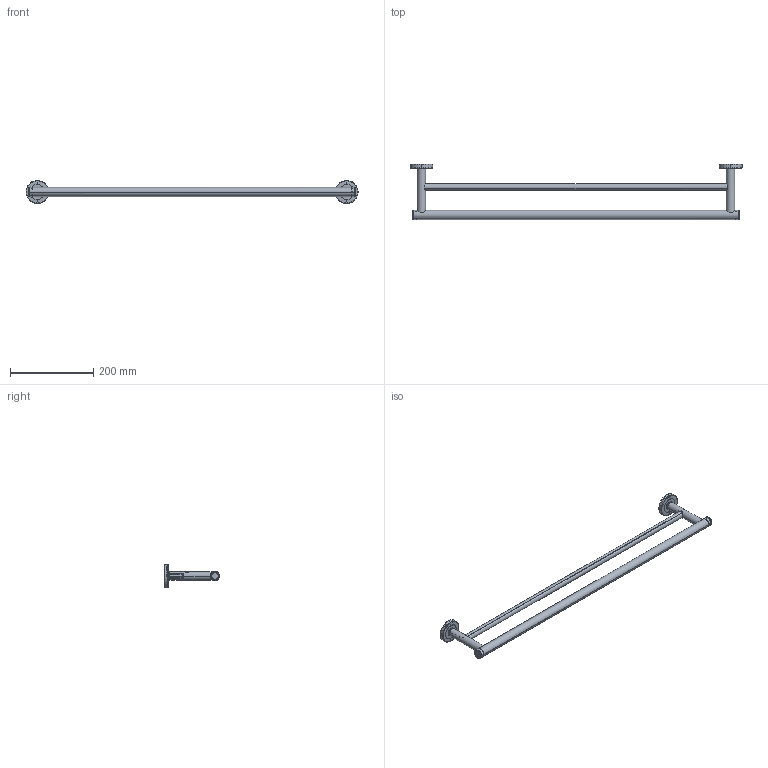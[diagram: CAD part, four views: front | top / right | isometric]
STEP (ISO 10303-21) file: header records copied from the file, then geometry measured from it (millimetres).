
FILE_DESCRIPTION(/* description */ (''),/* implementation_level */ '2;1');
FILE_NAME(/* name */ 'STEP - A817834..R_15077',/* time_stamp */ '2024-10-24T11:46:11+11:00',/* author */ (''),/* organization */ (''),/* preprocessor_version */ 'ST-DEVELOPER v16.5',/* originating_system */ 'Rhino 7.37',/* authorisation */ '');
FILE_SCHEMA (('CONFIG_CONTROL_DESIGN'));
Length unit declared in the file: millimetre
Products named in the file (1): Document
Bounding box: 799 x 132.55 x 55 mm (x, y, z)
Volume: 141047.9 mm3; surface area: 231124.1 mm2
Topology: 14 solids, 14 shells, 676 faces, 1695 edges, 1047 vertices
Faces by surface type: cylinder 289, bspline 237, plane 150
Entity records: 33085 total; most frequent: CARTESIAN_POINT 22556, ORIENTED_EDGE 3352, EDGE_CURVE 1676, VERTEX_POINT 1047, B_SPLINE_CURVE_WITH_KNOTS 837, EDGE_LOOP 735, ADVANCED_FACE 676, FACE_OUTER_BOUND 676
